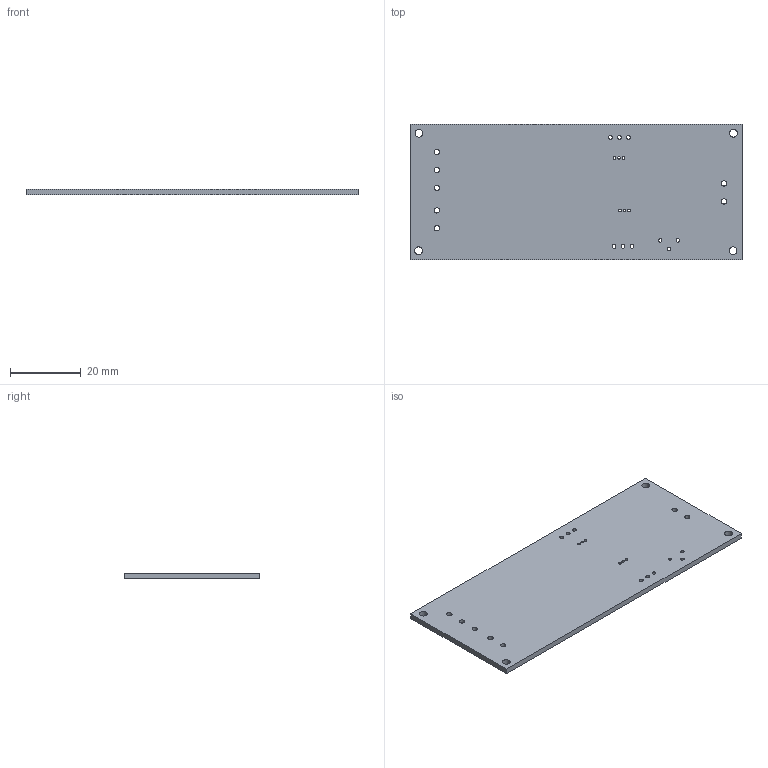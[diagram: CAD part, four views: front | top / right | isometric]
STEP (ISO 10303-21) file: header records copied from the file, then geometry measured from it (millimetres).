
FILE_DESCRIPTION(('KiCad electronic assembly'),'2;1');
FILE_NAME('discrete_op_amp.step','2023-02-05T21:20:22',('Pcbnew'),( 'Kicad'),'Open CASCADE STEP processor 7.6','KiCad to STEP converter' ,'Unknown');
FILE_SCHEMA(('AUTOMOTIVE_DESIGN { 1 0 10303 214 1 1 1 1 }'));
Length unit declared in the file: millimetre
Products named in the file (2): discrete_op_amp 1; discrete_op_amp PCB
Assembly tree (1 placements, depth 2):
  discrete_op_amp 1
    discrete_op_amp PCB
Bounding box: 93.98 x 38.33 x 1.6 mm (x, y, z)
Volume: 5701.2 mm3; surface area: 7718.5 mm2
Topology: 1 solids, 1 shells, 32 faces, 90 edges, 60 vertices
Faces by surface type: cylinder 26, plane 6
Full cylindrical faces by diameter (mm): 0.75 x6, 1 x3, 1.1 x6, 1.52 x7, 2.2 x4
Entity records: 2387 total; most frequent: DIRECTION 390, CARTESIAN_POINT 364, ORIENTED_EDGE 180, PCURVE 180, DEFINITIONAL_REPRESENTATION 180, LINE 166, VECTOR 166, CIRCLE 104
